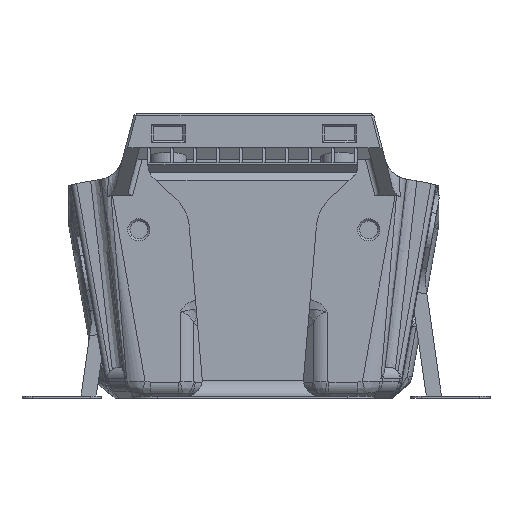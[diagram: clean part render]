
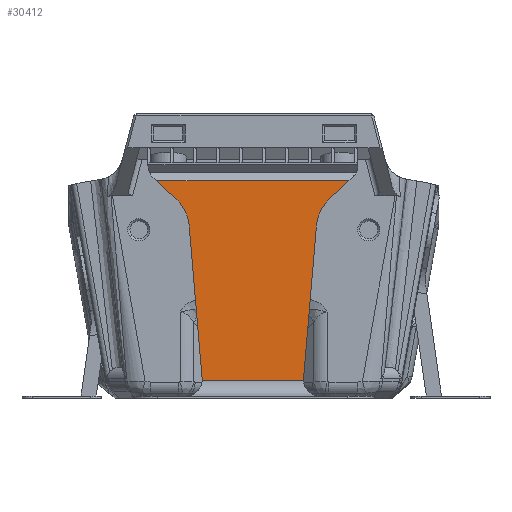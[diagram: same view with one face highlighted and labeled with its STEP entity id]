
A CAD part, front view. The second image highlights one B-rep face of the part: STEP entity #30412.
In plain terms, the highlighted planar face has unit normal (0, -1, 0).
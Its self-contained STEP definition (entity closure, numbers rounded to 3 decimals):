
#882=CIRCLE('',#32342,3.);
#883=CIRCLE('',#32343,3.);
#884=CIRCLE('',#32344,8.);
#885=CIRCLE('',#32345,8.);
#2196=LINE('',#46323,#4859);
#2198=LINE('',#46330,#4861);
#2199=LINE('',#46335,#4862);
#2200=LINE('',#46337,#4863);
#2201=LINE('',#46339,#4864);
#2202=LINE('',#46343,#4865);
#4859=VECTOR('',#35487,1000.);
#4861=VECTOR('',#35493,1000.);
#4862=VECTOR('',#35498,1000.);
#4863=VECTOR('',#35499,1000.);
#4864=VECTOR('',#35500,1000.);
#4865=VECTOR('',#35503,1000.);
#7448=PLANE('',#32341);
#9221=ORIENTED_EDGE('',*,*,#18215,.T.);
#9222=ORIENTED_EDGE('',*,*,#18216,.T.);
#9223=ORIENTED_EDGE('',*,*,#18217,.T.);
#9224=ORIENTED_EDGE('',*,*,#18213,.F.);
#9225=ORIENTED_EDGE('',*,*,#18218,.T.);
#9226=ORIENTED_EDGE('',*,*,#18219,.T.);
#9227=ORIENTED_EDGE('',*,*,#18220,.F.);
#9228=ORIENTED_EDGE('',*,*,#18221,.F.);
#9229=ORIENTED_EDGE('',*,*,#18222,.T.);
#9230=ORIENTED_EDGE('',*,*,#18223,.T.);
#18213=EDGE_CURVE('',#22777,#22778,#2196,.T.);
#18215=EDGE_CURVE('',#22779,#22780,#882,.T.);
#18216=EDGE_CURVE('',#22780,#22781,#2198,.F.);
#18217=EDGE_CURVE('',#22781,#22778,#883,.T.);
#18218=EDGE_CURVE('',#22777,#22782,#884,.T.);
#18219=EDGE_CURVE('',#22782,#22783,#2199,.T.);
#18220=EDGE_CURVE('',#22784,#22783,#2200,.T.);
#18221=EDGE_CURVE('',#22785,#22784,#2201,.T.);
#18222=EDGE_CURVE('',#22785,#22786,#885,.T.);
#18223=EDGE_CURVE('',#22786,#22779,#2202,.T.);
#22777=VERTEX_POINT('',#46322);
#22778=VERTEX_POINT('',#46324);
#22779=VERTEX_POINT('',#46328);
#22780=VERTEX_POINT('',#46329);
#22781=VERTEX_POINT('',#46331);
#22782=VERTEX_POINT('',#46334);
#22783=VERTEX_POINT('',#46336);
#22784=VERTEX_POINT('',#46338);
#22785=VERTEX_POINT('',#46340);
#22786=VERTEX_POINT('',#46342);
#26537=EDGE_LOOP('',(#9221,#9222,#9223,#9224,#9225,#9226,#9227,#9228,#9229,
#9230));
#28446=FACE_BOUND('',#26537,.T.);
#30412=ADVANCED_FACE('',(#28446),#7448,.F.);
#32341=AXIS2_PLACEMENT_3D('',#46326,#35489,#35490);
#32342=AXIS2_PLACEMENT_3D('',#46327,#35491,#35492);
#32343=AXIS2_PLACEMENT_3D('',#46332,#35494,#35495);
#32344=AXIS2_PLACEMENT_3D('',#46333,#35496,#35497);
#32345=AXIS2_PLACEMENT_3D('',#46341,#35501,#35502);
#35487=DIRECTION('',(-0.084,0.,-0.996));
#35489=DIRECTION('',(0.,1.,0.));
#35490=DIRECTION('',(0.,0.,1.));
#35491=DIRECTION('',(0.,1.,0.));
#35492=DIRECTION('',(0.,0.,1.));
#35493=DIRECTION('',(-1.,0.,0.));
#35494=DIRECTION('',(0.,1.,0.));
#35495=DIRECTION('',(0.,0.,1.));
#35496=DIRECTION('',(0.,1.,0.));
#35497=DIRECTION('',(0.,0.,1.));
#35498=DIRECTION('',(0.731,0.,0.682));
#35499=DIRECTION('',(1.,0.,0.));
#35500=DIRECTION('',(-0.731,0.,0.682));
#35501=DIRECTION('',(0.,1.,0.));
#35502=DIRECTION('',(0.,0.,1.));
#35503=DIRECTION('',(0.084,0.,-0.996));
#46322=CARTESIAN_POINT('',(11.856,-32.314,32.579));
#46323=CARTESIAN_POINT('',(36.482,-32.314,324.724));
#46324=CARTESIAN_POINT('',(9.418,-32.314,3.652));
#46326=CARTESIAN_POINT('',(0.,-32.314,327.8));
#46327=CARTESIAN_POINT('',(-12.767,-32.314,3.4));
#46328=CARTESIAN_POINT('',(-9.777,-32.314,3.652));
#46329=CARTESIAN_POINT('',(-9.767,-32.314,3.4));
#46330=CARTESIAN_POINT('',(9.143,-32.314,3.4));
#46331=CARTESIAN_POINT('',(9.407,-32.314,3.4));
#46332=CARTESIAN_POINT('',(12.407,-32.314,3.4));
#46333=CARTESIAN_POINT('',(19.828,-32.314,31.907));
#46334=CARTESIAN_POINT('',(14.372,-32.314,37.757));
#46335=CARTESIAN_POINT('',(16.736,-32.314,39.963));
#46336=CARTESIAN_POINT('',(17.982,-32.314,41.124));
#46337=CARTESIAN_POINT('',(-65.369,-32.314,41.124));
#46338=CARTESIAN_POINT('',(-18.341,-32.314,41.124));
#46339=CARTESIAN_POINT('',(-17.096,-32.314,39.963));
#46340=CARTESIAN_POINT('',(-14.731,-32.314,37.757));
#46341=CARTESIAN_POINT('',(-20.187,-32.314,31.907));
#46342=CARTESIAN_POINT('',(-12.216,-32.314,32.579));
#46343=CARTESIAN_POINT('',(-36.839,-32.314,324.694));
